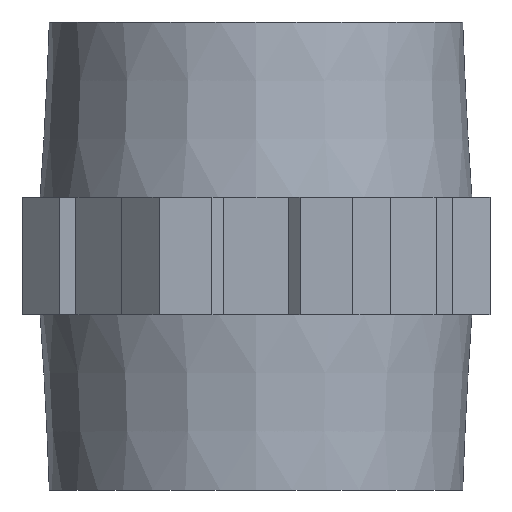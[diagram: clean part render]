
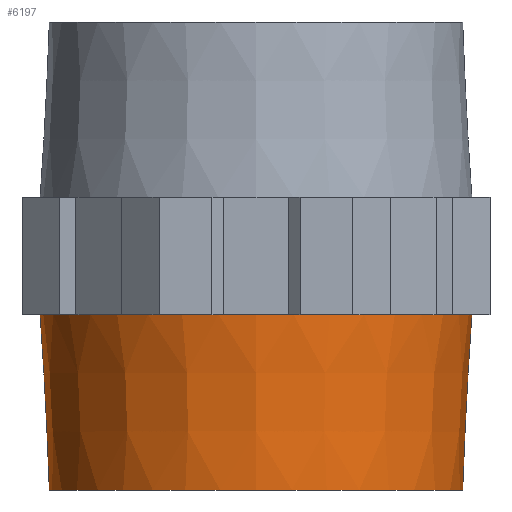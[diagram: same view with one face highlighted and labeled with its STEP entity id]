
A CAD part, left-side view. The second image highlights one B-rep face of the part: STEP entity #6197.
In plain terms, the highlighted conical face has half-angle 3 degrees and reference radius 26.5 mm.
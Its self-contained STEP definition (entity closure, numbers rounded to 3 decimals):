
#870=FACE_OUTER_BOUND('',#1222,.T.);
#1222=EDGE_LOOP('',(#5783,#5784,#5785,#5786));
#1902=LINE('',#12073,#2572);
#2572=VECTOR('',#7754,26.5);
#2596=CIRCLE('',#6456,27.679);
#2597=CIRCLE('',#6499,26.5);
#3145=VERTEX_POINT('',#11908);
#3186=VERTEX_POINT('',#12072);
#3985=EDGE_CURVE('',#3145,#3145,#2596,.T.);
#4066=EDGE_CURVE('',#3145,#3186,#1902,.T.);
#4067=EDGE_CURVE('',#3186,#3186,#2597,.T.);
#5783=ORIENTED_EDGE('',*,*,#3985,.T.);
#5784=ORIENTED_EDGE('',*,*,#4066,.T.);
#5785=ORIENTED_EDGE('',*,*,#4067,.T.);
#5786=ORIENTED_EDGE('',*,*,#4066,.F.);
#5877=CONICAL_SURFACE('',#6498,26.5,0.052);
#6197=ADVANCED_FACE('',(#870),#5877,.T.);
#6456=AXIS2_PLACEMENT_3D('',#11909,#7588,#7589);
#6498=AXIS2_PLACEMENT_3D('',#12071,#7752,#7753);
#6499=AXIS2_PLACEMENT_3D('',#12074,#7755,#7756);
#7588=DIRECTION('center_axis',(0.,0.,-1.));
#7589=DIRECTION('ref_axis',(1.,0.,0.));
#7752=DIRECTION('center_axis',(0.,0.,1.));
#7753=DIRECTION('ref_axis',(1.,0.,0.));
#7754=DIRECTION('',(0.052,0.,-0.999));
#7755=DIRECTION('center_axis',(0.,0.,1.));
#7756=DIRECTION('ref_axis',(1.,0.,0.));
#11908=CARTESIAN_POINT('',(-27.679,0.,22.5));
#11909=CARTESIAN_POINT('Origin',(0.,0.,22.5));
#12071=CARTESIAN_POINT('Origin',(0.,0.,0.));
#12072=CARTESIAN_POINT('',(-26.5,0.,0.));
#12073=CARTESIAN_POINT('',(-26.5,0.,0.));
#12074=CARTESIAN_POINT('Origin',(0.,0.,0.));
